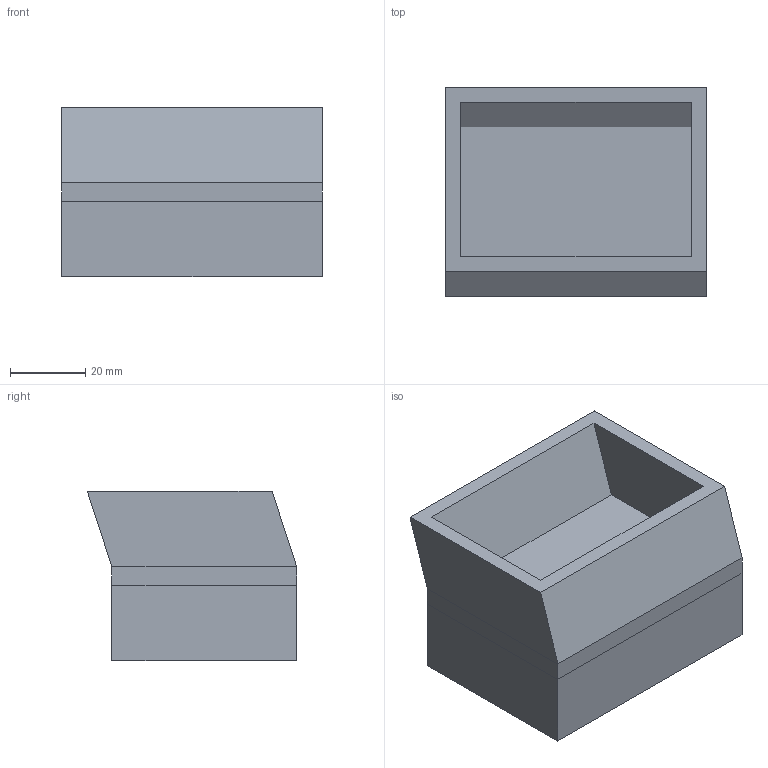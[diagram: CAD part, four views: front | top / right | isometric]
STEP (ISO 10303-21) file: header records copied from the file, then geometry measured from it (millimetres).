
FILE_DESCRIPTION(/* description */ (''),/* implementation_level */ '2;1');
FILE_NAME(/* name */ 'halterung für vorne v4.step',/* time_stamp */ '2020-04-11T11:21:05+02:00',/* author */ (''),/* organization */ (''),/* preprocessor_version */ 'ST-DEVELOPER v18',/* originating_system */ 'Autodesk Translation Framework v8.12.0.6',/* authorisation */ '');
FILE_SCHEMA (('AUTOMOTIVE_DESIGN { 1 0 10303 214 3 1 1 }'));
Length unit declared in the file: millimetre
Products named in the file (1): halterung für vorne
Bounding box: 69 x 55.5 x 45 mm (x, y, z)
Volume: 50145 mm3; surface area: 30501.6 mm2
Topology: 4 solids, 4 shells, 39 faces, 96 edges, 64 vertices
Faces by surface type: plane 39
Entity records: 1172 total; most frequent: CARTESIAN_POINT 200, ORIENTED_EDGE 192, DIRECTION 176, LINE 96, VECTOR 96, EDGE_CURVE 96, VERTEX_POINT 64, EDGE_LOOP 44
